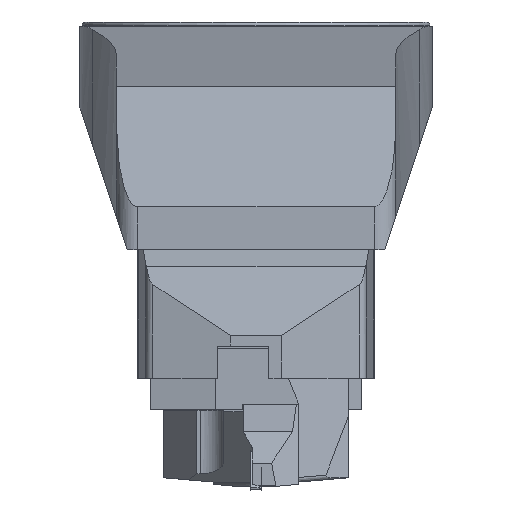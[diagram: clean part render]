
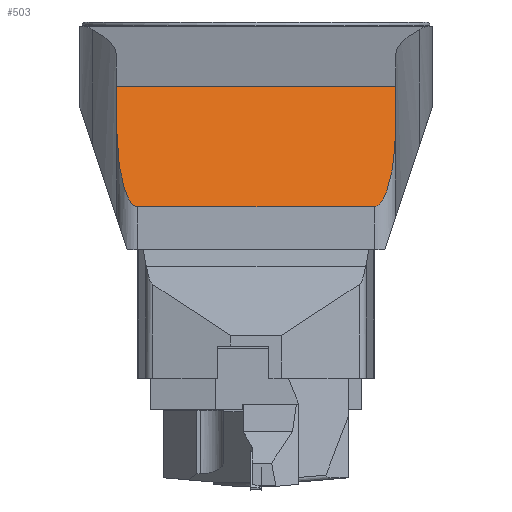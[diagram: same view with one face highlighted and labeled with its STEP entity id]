
A CAD part, left-side view. The second image highlights one B-rep face of the part: STEP entity #503.
In plain terms, the highlighted planar face has unit normal (-0.966, 0, 0.259).
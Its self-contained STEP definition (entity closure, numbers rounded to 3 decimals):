
#283=ELLIPSE('',#3603,38.637,10.);
#284=ELLIPSE('',#3604,38.637,10.);
#343=FACE_OUTER_BOUND('',#1531,.T.);
#503=ADVANCED_FACE('',(#343),#683,.F.);
#683=PLANE('',#3605);
#836=LINE('',#4978,#1164);
#842=LINE('',#4990,#1170);
#843=LINE('',#4996,#1171);
#844=LINE('',#4998,#1172);
#1164=VECTOR('',#3992,1.);
#1170=VECTOR('',#4002,1.);
#1171=VECTOR('',#4007,1.);
#1172=VECTOR('',#4008,1.);
#1531=EDGE_LOOP('',(#1806,#1807,#1808,#1809,#1810,#1811));
#1806=ORIENTED_EDGE('',*,*,#2964,.T.);
#1807=ORIENTED_EDGE('',*,*,#2965,.T.);
#1808=ORIENTED_EDGE('',*,*,#2958,.F.);
#1809=ORIENTED_EDGE('',*,*,#2966,.T.);
#1810=ORIENTED_EDGE('',*,*,#2967,.T.);
#1811=ORIENTED_EDGE('',*,*,#2968,.T.);
#2648=VERTEX_POINT('',#4979);
#2649=VERTEX_POINT('',#4980);
#2652=VERTEX_POINT('',#4991);
#2653=VERTEX_POINT('',#4992);
#2654=VERTEX_POINT('',#4995);
#2655=VERTEX_POINT('',#4997);
#2958=EDGE_CURVE('',#2648,#2649,#836,.T.);
#2964=EDGE_CURVE('',#2652,#2653,#842,.T.);
#2965=EDGE_CURVE('',#2653,#2649,#283,.T.);
#2966=EDGE_CURVE('',#2648,#2654,#284,.T.);
#2967=EDGE_CURVE('',#2654,#2655,#843,.T.);
#2968=EDGE_CURVE('',#2655,#2652,#844,.T.);
#3603=AXIS2_PLACEMENT_3D('',#4993,#4003,#4004);
#3604=AXIS2_PLACEMENT_3D('',#4994,#4005,#4006);
#3605=AXIS2_PLACEMENT_3D('',#4999,#4009,#4010);
#3992=DIRECTION('',(0.,1.,0.));
#4002=DIRECTION('',(-0.259,0.,-0.966));
#4003=DIRECTION('',(-0.966,0.,0.259));
#4004=DIRECTION('',(-0.259,0.,-0.966));
#4005=DIRECTION('',(-0.966,0.,0.259));
#4006=DIRECTION('',(0.259,0.,0.966));
#4007=DIRECTION('',(0.259,0.,0.966));
#4008=DIRECTION('',(0.,1.,0.));
#4009=DIRECTION('',(0.966,0.,-0.259));
#4010=DIRECTION('',(0.259,0.,0.966));
#4978=CARTESIAN_POINT('',(-475.,-475.,-86.));
#4979=CARTESIAN_POINT('',(-475.,-55.,-86.));
#4980=CARTESIAN_POINT('',(-475.,55.,-86.));
#4990=CARTESIAN_POINT('',(-459.995,65.,-30.));
#4991=CARTESIAN_POINT('',(-459.995,65.,-30.));
#4992=CARTESIAN_POINT('',(-465.,65.,-48.679));
#4993=CARTESIAN_POINT('',(-465.,55.,-48.679));
#4994=CARTESIAN_POINT('',(-465.,-55.,-48.679));
#4995=CARTESIAN_POINT('',(-465.,-65.,-48.679));
#4996=CARTESIAN_POINT('',(-459.995,-65.,-30.));
#4997=CARTESIAN_POINT('',(-459.995,-65.,-30.));
#4998=CARTESIAN_POINT('',(-459.995,-475.,-30.));
#4999=CARTESIAN_POINT('',(-459.995,-475.,-30.));
